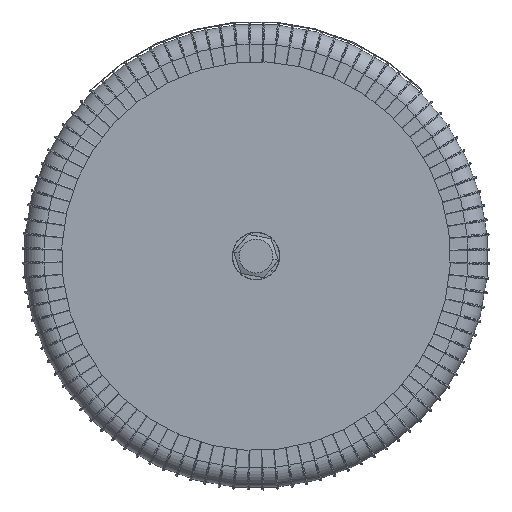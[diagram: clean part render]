
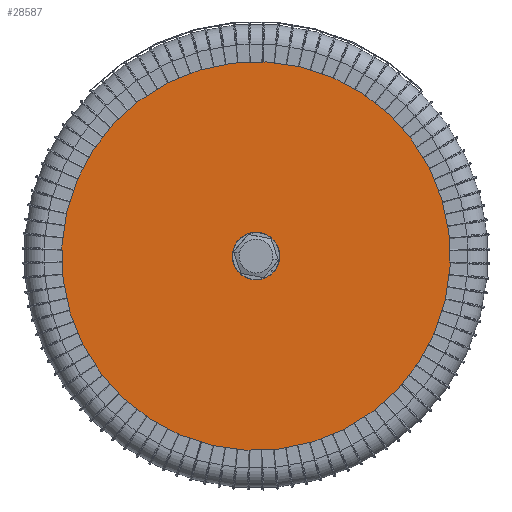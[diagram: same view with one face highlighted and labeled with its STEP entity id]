
A CAD part, front view. The second image highlights one B-rep face of the part: STEP entity #28587.
In plain terms, the highlighted planar face has unit normal (0, -1, 0).
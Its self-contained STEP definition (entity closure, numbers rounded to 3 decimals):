
#2043 = AXIS2_PLACEMENT_3D ( 'NONE', #17017, #22159, #56363 ) ;
#2089 = VERTEX_POINT ( 'NONE', #56047 ) ;
#2091 = DIRECTION ( 'NONE',  ( 0., 0., 1. ) ) ;
#7097 = PLANE ( 'NONE',  #2043 ) ;
#7494 = EDGE_LOOP ( 'NONE', ( #37820, #52062 ) ) ;
#7722 = FACE_OUTER_BOUND ( 'NONE', #47696, .T. ) ;
#11047 = AXIS2_PLACEMENT_3D ( 'NONE', #63138, #39110, #48100 ) ;
#11087 = CARTESIAN_POINT ( 'NONE',  ( 0., 0., 0. ) ) ;
#12275 = EDGE_CURVE ( 'NONE', #46680, #54850, #43174, .T. ) ;
#12681 = ORIENTED_EDGE ( 'NONE', *, *, #12275, .F. ) ;
#13275 = DIRECTION ( 'NONE',  ( 0., 1., 0. ) ) ;
#15509 = CIRCLE ( 'NONE', #61519, 4. ) ;
#15895 = DIRECTION ( 'NONE',  ( 0., 1., 0. ) ) ;
#17017 = CARTESIAN_POINT ( 'NONE',  ( 0., 0., 0. ) ) ;
#17935 = VERTEX_POINT ( 'NONE', #61844 ) ;
#21840 = FACE_BOUND ( 'NONE', #7494, .T. ) ;
#22159 = DIRECTION ( 'NONE',  ( 0., 1., 0. ) ) ;
#23828 = DIRECTION ( 'NONE',  ( 0., 0., 1. ) ) ;
#24470 = CARTESIAN_POINT ( 'NONE',  ( 0., 0., 0. ) ) ;
#26136 = DIRECTION ( 'NONE',  ( 0., 0., 1. ) ) ;
#28587 = ADVANCED_FACE ( 'NONE', ( #7722, #21840 ), #7097, .F. ) ;
#31569 = CARTESIAN_POINT ( 'NONE',  ( 0., 0., 0. ) ) ;
#32080 = CARTESIAN_POINT ( 'NONE',  ( 0., 0., 49. ) ) ;
#34435 = CARTESIAN_POINT ( 'NONE',  ( 0., 0., -49. ) ) ;
#34999 = AXIS2_PLACEMENT_3D ( 'NONE', #11087, #15895, #26136 ) ;
#37234 = EDGE_CURVE ( 'NONE', #54850, #46680, #60108, .T. ) ;
#37820 = ORIENTED_EDGE ( 'NONE', *, *, #62819, .T. ) ;
#38641 = CIRCLE ( 'NONE', #11047, 4. ) ;
#39110 = DIRECTION ( 'NONE',  ( 0., 1., 0. ) ) ;
#43174 = CIRCLE ( 'NONE', #34999, 49. ) ;
#43989 = DIRECTION ( 'NONE',  ( 0., 1., 0. ) ) ;
#46680 = VERTEX_POINT ( 'NONE', #32080 ) ;
#47696 = EDGE_LOOP ( 'NONE', ( #59844, #12681 ) ) ;
#48100 = DIRECTION ( 'NONE',  ( 0., 0., 1. ) ) ;
#50856 = AXIS2_PLACEMENT_3D ( 'NONE', #24470, #43989, #23828 ) ;
#52062 = ORIENTED_EDGE ( 'NONE', *, *, #56210, .T. ) ;
#54850 = VERTEX_POINT ( 'NONE', #34435 ) ;
#56047 = CARTESIAN_POINT ( 'NONE',  ( 0., 0., -4. ) ) ;
#56210 = EDGE_CURVE ( 'NONE', #17935, #2089, #15509, .T. ) ;
#56363 = DIRECTION ( 'NONE',  ( 0., 0., 1. ) ) ;
#59844 = ORIENTED_EDGE ( 'NONE', *, *, #37234, .F. ) ;
#60108 = CIRCLE ( 'NONE', #50856, 49. ) ;
#61519 = AXIS2_PLACEMENT_3D ( 'NONE', #31569, #13275, #2091 ) ;
#61844 = CARTESIAN_POINT ( 'NONE',  ( 0., 0., 4. ) ) ;
#62819 = EDGE_CURVE ( 'NONE', #2089, #17935, #38641, .T. ) ;
#63138 = CARTESIAN_POINT ( 'NONE',  ( 0., 0., 0. ) ) ;
